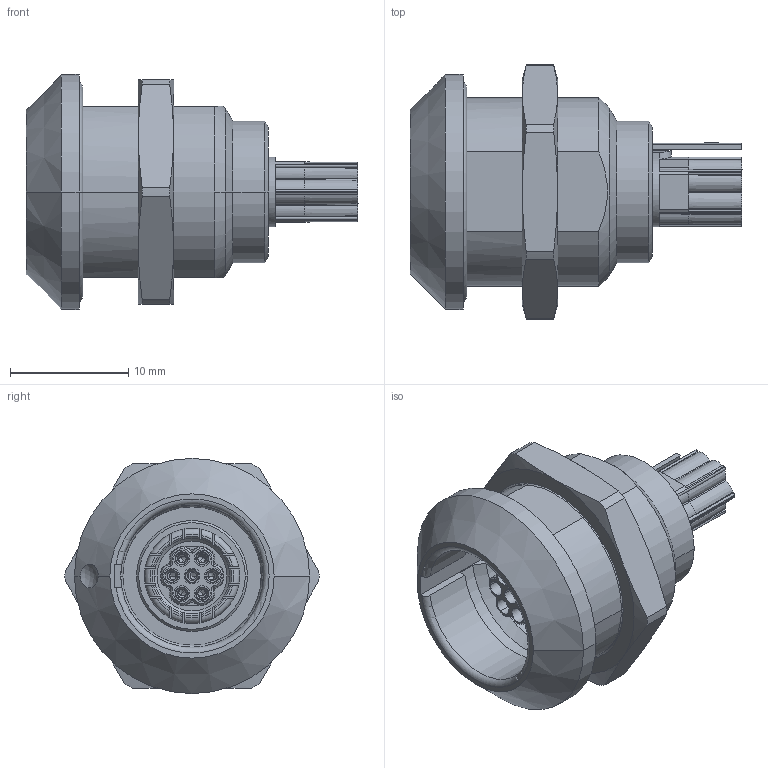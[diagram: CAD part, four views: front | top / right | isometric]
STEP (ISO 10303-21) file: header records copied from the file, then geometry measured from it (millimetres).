
FILE_DESCRIPTION((''),'2;1');
FILE_NAME('TEST_MBKHP_MBKHP','2021-11-09T08:57:21',('MSchildhauer'),(''),'CREO PARAMETRIC BY PTC INC, 2020184','CREO PARAMETRIC BY PTC INC, 2020184','');
FILE_SCHEMA(('AP242_MANAGED_MODEL_BASED_3D_ENGINEERING_MIM_LF { 1 0 10303 442 1 1 4 }'));
Length unit declared in the file: millimetre
Products named in the file (1): TEST_MBKHP_MBKHP
Bounding box: 28.1 x 21.5 x 19.9 mm (x, y, z)
Volume: 2774.2 mm3; surface area: 4576.5 mm2
Topology: 3 solids, 4 shells, 769 faces, 2094 edges, 1328 vertices
Faces by surface type: cylinder 300, plane 216, cone 165, torus 65, bspline 18, extrusion 4, sphere 1
Entity records: 30182 total; most frequent: CARTESIAN_POINT 7301, ORIENTED_EDGE 4128, DIRECTION 3866, EDGE_CURVE 2066, AXIS2_PLACEMENT_3D 1558, VERTEX_POINT 1328, EDGE_LOOP 816, CIRCLE 810
